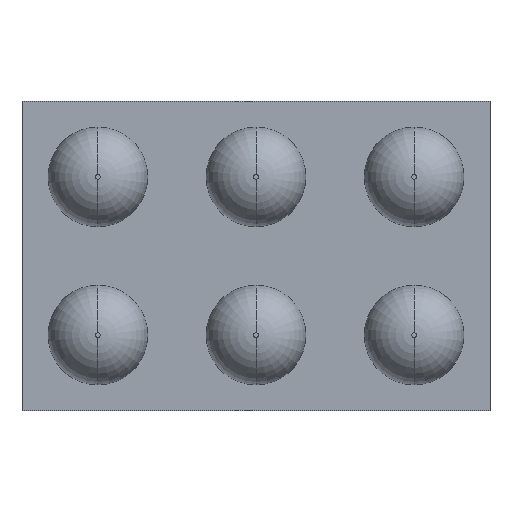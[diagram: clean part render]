
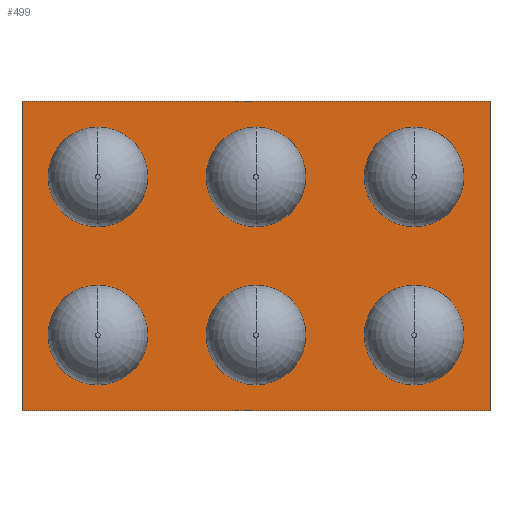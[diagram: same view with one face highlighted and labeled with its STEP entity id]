
A CAD part, front view. The second image highlights one B-rep face of the part: STEP entity #499.
In plain terms, the highlighted planar face has unit normal (0, -1, 0).
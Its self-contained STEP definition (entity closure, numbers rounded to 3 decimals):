
#9 = AXIS2_PLACEMENT_3D ( 'NONE', #606, #331, #632 ) ;
#13 = DIRECTION ( 'NONE',  ( 0., 1., 0. ) ) ;
#14 = ORIENTED_EDGE ( 'NONE', *, *, #923, .T. ) ;
#17 = CARTESIAN_POINT ( 'NONE',  ( -0.5, 0., -0.25 ) ) ;
#23 = ORIENTED_EDGE ( 'NONE', *, *, #826, .T. ) ;
#24 = FACE_BOUND ( 'NONE', #1016, .T. ) ;
#26 = CIRCLE ( 'NONE', #909, 0.158 ) ;
#36 = EDGE_CURVE ( 'NONE', #674, #359, #1061, .T. ) ;
#38 = EDGE_LOOP ( 'NONE', ( #1052, #878 ) ) ;
#49 = DIRECTION ( 'NONE',  ( 0., 0., 1. ) ) ;
#55 = ORIENTED_EDGE ( 'NONE', *, *, #180, .T. ) ;
#56 = CARTESIAN_POINT ( 'NONE',  ( 0., 0., 0.25 ) ) ;
#61 = CARTESIAN_POINT ( 'NONE',  ( -0.5, 0., -0.25 ) ) ;
#80 = LINE ( 'NONE', #438, #255 ) ;
#81 = DIRECTION ( 'NONE',  ( 0., 0., 1. ) ) ;
#92 = DIRECTION ( 'NONE',  ( 0., 0., 1. ) ) ;
#100 = FACE_BOUND ( 'NONE', #38, .T. ) ;
#103 = CARTESIAN_POINT ( 'NONE',  ( 0., 0., -0.092 ) ) ;
#127 = VERTEX_POINT ( 'NONE', #238 ) ;
#165 = VERTEX_POINT ( 'NONE', #103 ) ;
#172 = CARTESIAN_POINT ( 'NONE',  ( 0.5, 0., 0.25 ) ) ;
#180 = EDGE_CURVE ( 'NONE', #723, #525, #842, .T. ) ;
#185 = DIRECTION ( 'NONE',  ( -1., 0., 0. ) ) ;
#200 = FACE_BOUND ( 'NONE', #1010, .T. ) ;
#205 = FACE_OUTER_BOUND ( 'NONE', #408, .T. ) ;
#215 = EDGE_CURVE ( 'NONE', #127, #296, #650, .T. ) ;
#224 = VERTEX_POINT ( 'NONE', #551 ) ;
#238 = CARTESIAN_POINT ( 'NONE',  ( 0.74, 0., -0.49 ) ) ;
#250 = AXIS2_PLACEMENT_3D ( 'NONE', #172, #898, #92 ) ;
#255 = VECTOR ( 'NONE', #356, 1000. ) ;
#261 = EDGE_LOOP ( 'NONE', ( #634, #784 ) ) ;
#293 = ORIENTED_EDGE ( 'NONE', *, *, #1103, .F. ) ;
#296 = VERTEX_POINT ( 'NONE', #585 ) ;
#299 = DIRECTION ( 'NONE',  ( 0., 0., 1. ) ) ;
#306 = CIRCLE ( 'NONE', #1057, 0.157 ) ;
#307 = CIRCLE ( 'NONE', #250, 0.157 ) ;
#308 = AXIS2_PLACEMENT_3D ( 'NONE', #699, #515, #416 ) ;
#323 = CARTESIAN_POINT ( 'NONE',  ( 0., 0., -0.25 ) ) ;
#329 = DIRECTION ( 'NONE',  ( 0., 0., 1. ) ) ;
#331 = DIRECTION ( 'NONE',  ( 0., 1., 0. ) ) ;
#334 = CARTESIAN_POINT ( 'NONE',  ( 0., 0., -0.407 ) ) ;
#336 = VERTEX_POINT ( 'NONE', #972 ) ;
#338 = DIRECTION ( 'NONE',  ( 0., 1., 0. ) ) ;
#347 = AXIS2_PLACEMENT_3D ( 'NONE', #1110, #1024, #299 ) ;
#349 = VERTEX_POINT ( 'NONE', #1039 ) ;
#351 = CARTESIAN_POINT ( 'NONE',  ( 0.5, 0., -0.407 ) ) ;
#352 = DIRECTION ( 'NONE',  ( 0., 0., 1. ) ) ;
#355 = VERTEX_POINT ( 'NONE', #1158 ) ;
#356 = DIRECTION ( 'NONE',  ( 0., 0., -1. ) ) ;
#359 = VERTEX_POINT ( 'NONE', #351 ) ;
#363 = AXIS2_PLACEMENT_3D ( 'NONE', #56, #519, #708 ) ;
#365 = VECTOR ( 'NONE', #793, 1000. ) ;
#366 = VERTEX_POINT ( 'NONE', #546 ) ;
#367 = EDGE_CURVE ( 'NONE', #428, #336, #486, .T. ) ;
#369 = AXIS2_PLACEMENT_3D ( 'NONE', #815, #978, #779 ) ;
#370 = FACE_BOUND ( 'NONE', #1108, .T. ) ;
#388 = EDGE_CURVE ( 'NONE', #942, #165, #446, .T. ) ;
#396 = DIRECTION ( 'NONE',  ( 0., 1., 0. ) ) ;
#408 = EDGE_LOOP ( 'NONE', ( #873, #907, #498, #293 ) ) ;
#411 = EDGE_CURVE ( 'NONE', #224, #127, #80, .T. ) ;
#416 = DIRECTION ( 'NONE',  ( 0., 0., 1. ) ) ;
#428 = VERTEX_POINT ( 'NONE', #1076 ) ;
#438 = CARTESIAN_POINT ( 'NONE',  ( 0.74, 0., -0.49 ) ) ;
#442 = CARTESIAN_POINT ( 'NONE',  ( -0.74, 0., 0.49 ) ) ;
#446 = CIRCLE ( 'NONE', #844, 0.158 ) ;
#460 = ORIENTED_EDGE ( 'NONE', *, *, #36, .T. ) ;
#475 = LINE ( 'NONE', #667, #764 ) ;
#486 = CIRCLE ( 'NONE', #369, 0.157 ) ;
#498 = ORIENTED_EDGE ( 'NONE', *, *, #411, .F. ) ;
#499 = ADVANCED_FACE ( 'NONE', ( #24, #664, #370, #200, #570, #100, #205 ), #1087, .F. ) ;
#509 = CARTESIAN_POINT ( 'NONE',  ( 0.5, 0., 0.407 ) ) ;
#515 = DIRECTION ( 'NONE',  ( 0., 1., 0. ) ) ;
#519 = DIRECTION ( 'NONE',  ( 0., 1., 0. ) ) ;
#525 = VERTEX_POINT ( 'NONE', #595 ) ;
#534 = CARTESIAN_POINT ( 'NONE',  ( -0.5, 0., 0.25 ) ) ;
#540 = CIRCLE ( 'NONE', #1117, 0.157 ) ;
#541 = LINE ( 'NONE', #1143, #365 ) ;
#546 = CARTESIAN_POINT ( 'NONE',  ( 0., 0., 0.092 ) ) ;
#548 = EDGE_LOOP ( 'NONE', ( #567, #460 ) ) ;
#551 = CARTESIAN_POINT ( 'NONE',  ( 0.74, 0., 0.49 ) ) ;
#554 = AXIS2_PLACEMENT_3D ( 'NONE', #534, #1147, #81 ) ;
#567 = ORIENTED_EDGE ( 'NONE', *, *, #969, .T. ) ;
#570 = FACE_BOUND ( 'NONE', #261, .T. ) ;
#585 = CARTESIAN_POINT ( 'NONE',  ( -0.74, 0., -0.49 ) ) ;
#592 = EDGE_CURVE ( 'NONE', #165, #942, #948, .T. ) ;
#595 = CARTESIAN_POINT ( 'NONE',  ( -0.5, 0., -0.407 ) ) ;
#606 = CARTESIAN_POINT ( 'NONE',  ( 0.5, 0., -0.25 ) ) ;
#616 = DIRECTION ( 'NONE',  ( 0., 0., 1. ) ) ;
#624 = AXIS2_PLACEMENT_3D ( 'NONE', #17, #13, #653 ) ;
#632 = DIRECTION ( 'NONE',  ( 0., 0., 1. ) ) ;
#634 = ORIENTED_EDGE ( 'NONE', *, *, #388, .T. ) ;
#641 = AXIS2_PLACEMENT_3D ( 'NONE', #963, #338, #352 ) ;
#643 = CARTESIAN_POINT ( 'NONE',  ( 0.5, 0., 0.25 ) ) ;
#650 = LINE ( 'NONE', #992, #985 ) ;
#653 = DIRECTION ( 'NONE',  ( 0., 0., 1. ) ) ;
#664 = FACE_BOUND ( 'NONE', #548, .T. ) ;
#667 = CARTESIAN_POINT ( 'NONE',  ( -0.74, 0., 0.49 ) ) ;
#669 = VERTEX_POINT ( 'NONE', #509 ) ;
#674 = VERTEX_POINT ( 'NONE', #868 ) ;
#680 = EDGE_CURVE ( 'NONE', #366, #355, #925, .T. ) ;
#699 = CARTESIAN_POINT ( 'NONE',  ( 0., 0., 0. ) ) ;
#708 = DIRECTION ( 'NONE',  ( 0., 0., 1. ) ) ;
#723 = VERTEX_POINT ( 'NONE', #971 ) ;
#749 = EDGE_CURVE ( 'NONE', #355, #366, #306, .T. ) ;
#764 = VECTOR ( 'NONE', #1015, 1000. ) ;
#779 = DIRECTION ( 'NONE',  ( 0., 0., 1. ) ) ;
#784 = ORIENTED_EDGE ( 'NONE', *, *, #592, .T. ) ;
#792 = CARTESIAN_POINT ( 'NONE',  ( 0., 0., 0.25 ) ) ;
#793 = DIRECTION ( 'NONE',  ( 0., 0., 1. ) ) ;
#807 = DIRECTION ( 'NONE',  ( 0., 1., 0. ) ) ;
#815 = CARTESIAN_POINT ( 'NONE',  ( -0.5, 0., 0.25 ) ) ;
#826 = EDGE_CURVE ( 'NONE', #525, #723, #26, .T. ) ;
#838 = CIRCLE ( 'NONE', #641, 0.158 ) ;
#842 = CIRCLE ( 'NONE', #624, 0.158 ) ;
#844 = AXIS2_PLACEMENT_3D ( 'NONE', #323, #890, #329 ) ;
#860 = ORIENTED_EDGE ( 'NONE', *, *, #367, .T. ) ;
#868 = CARTESIAN_POINT ( 'NONE',  ( 0.5, 0., -0.092 ) ) ;
#873 = ORIENTED_EDGE ( 'NONE', *, *, #924, .F. ) ;
#878 = ORIENTED_EDGE ( 'NONE', *, *, #749, .T. ) ;
#890 = DIRECTION ( 'NONE',  ( 0., 1., 0. ) ) ;
#898 = DIRECTION ( 'NONE',  ( 0., 1., 0. ) ) ;
#907 = ORIENTED_EDGE ( 'NONE', *, *, #215, .F. ) ;
#909 = AXIS2_PLACEMENT_3D ( 'NONE', #61, #396, #49 ) ;
#923 = EDGE_CURVE ( 'NONE', #669, #349, #307, .T. ) ;
#924 = EDGE_CURVE ( 'NONE', #296, #941, #541, .T. ) ;
#925 = CIRCLE ( 'NONE', #363, 0.157 ) ;
#939 = EDGE_CURVE ( 'NONE', #336, #428, #965, .T. ) ;
#941 = VERTEX_POINT ( 'NONE', #442 ) ;
#942 = VERTEX_POINT ( 'NONE', #334 ) ;
#948 = CIRCLE ( 'NONE', #347, 0.158 ) ;
#951 = EDGE_CURVE ( 'NONE', #349, #669, #540, .T. ) ;
#963 = CARTESIAN_POINT ( 'NONE',  ( 0.5, 0., -0.25 ) ) ;
#965 = CIRCLE ( 'NONE', #554, 0.157 ) ;
#969 = EDGE_CURVE ( 'NONE', #359, #674, #838, .T. ) ;
#971 = CARTESIAN_POINT ( 'NONE',  ( -0.5, 0., -0.092 ) ) ;
#972 = CARTESIAN_POINT ( 'NONE',  ( -0.5, 0., 0.092 ) ) ;
#978 = DIRECTION ( 'NONE',  ( 0., 1., 0. ) ) ;
#985 = VECTOR ( 'NONE', #185, 1000. ) ;
#992 = CARTESIAN_POINT ( 'NONE',  ( -0.74, 0., -0.49 ) ) ;
#1010 = EDGE_LOOP ( 'NONE', ( #1022, #14 ) ) ;
#1015 = DIRECTION ( 'NONE',  ( 1., 0., 0. ) ) ;
#1016 = EDGE_LOOP ( 'NONE', ( #23, #55 ) ) ;
#1022 = ORIENTED_EDGE ( 'NONE', *, *, #951, .T. ) ;
#1024 = DIRECTION ( 'NONE',  ( 0., 1., 0. ) ) ;
#1039 = CARTESIAN_POINT ( 'NONE',  ( 0.5, 0., 0.092 ) ) ;
#1052 = ORIENTED_EDGE ( 'NONE', *, *, #680, .T. ) ;
#1057 = AXIS2_PLACEMENT_3D ( 'NONE', #792, #1142, #1150 ) ;
#1061 = CIRCLE ( 'NONE', #9, 0.158 ) ;
#1069 = ORIENTED_EDGE ( 'NONE', *, *, #939, .T. ) ;
#1076 = CARTESIAN_POINT ( 'NONE',  ( -0.5, 0., 0.407 ) ) ;
#1087 = PLANE ( 'NONE',  #308 ) ;
#1103 = EDGE_CURVE ( 'NONE', #941, #224, #475, .T. ) ;
#1108 = EDGE_LOOP ( 'NONE', ( #1069, #860 ) ) ;
#1110 = CARTESIAN_POINT ( 'NONE',  ( 0., 0., -0.25 ) ) ;
#1117 = AXIS2_PLACEMENT_3D ( 'NONE', #643, #807, #616 ) ;
#1142 = DIRECTION ( 'NONE',  ( 0., 1., 0. ) ) ;
#1143 = CARTESIAN_POINT ( 'NONE',  ( -0.74, 0., -0.49 ) ) ;
#1147 = DIRECTION ( 'NONE',  ( 0., 1., 0. ) ) ;
#1150 = DIRECTION ( 'NONE',  ( 0., 0., 1. ) ) ;
#1158 = CARTESIAN_POINT ( 'NONE',  ( 0., 0., 0.407 ) ) ;
